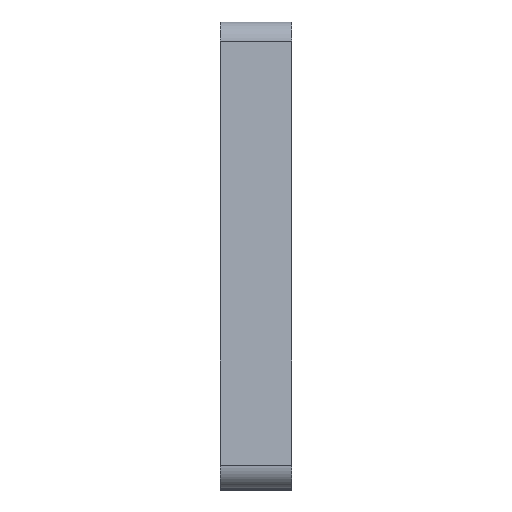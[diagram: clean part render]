
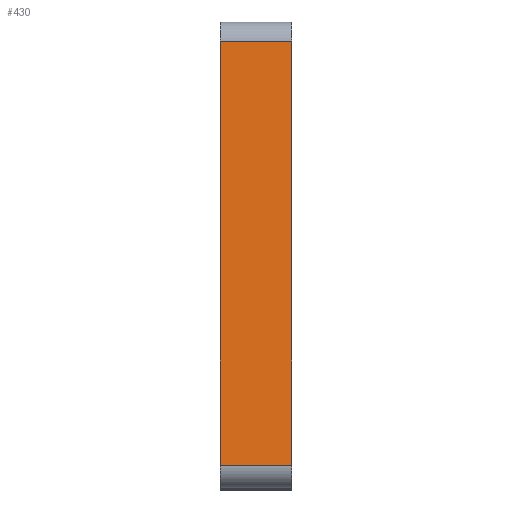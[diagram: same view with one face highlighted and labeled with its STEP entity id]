
A CAD part, top view. The second image highlights one B-rep face of the part: STEP entity #430.
In plain terms, the highlighted planar face has unit normal (0, 0.087, 0.996).
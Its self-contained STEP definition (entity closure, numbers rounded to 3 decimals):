
#32 = VERTEX_POINT('',#33);
#33 = CARTESIAN_POINT('',(0.,6.523,-0.571));
#59 = EDGE_CURVE('',#32,#60,#62,.T.);
#60 = VERTEX_POINT('',#61);
#61 = CARTESIAN_POINT('',(0.,124.523,-10.894));
#62 = LINE('',#63,#64);
#63 = CARTESIAN_POINT('',(0.,0.,0.));
#64 = VECTOR('',#65,1.);
#65 = DIRECTION('',(0.,0.996,-0.087));
#369 = VERTEX_POINT('',#370);
#370 = CARTESIAN_POINT('',(20.,6.523,-0.571));
#396 = EDGE_CURVE('',#32,#369,#397,.T.);
#397 = LINE('',#398,#399);
#398 = CARTESIAN_POINT('',(0.,6.523,-0.571));
#399 = VECTOR('',#400,1.);
#400 = DIRECTION('',(1.,0.,0.));
#430 = ADVANCED_FACE('',(#431),#449,.T.);
#431 = FACE_BOUND('',#432,.T.);
#432 = EDGE_LOOP('',(#433,#441,#447,#448));
#433 = ORIENTED_EDGE('',*,*,#434,.T.);
#434 = EDGE_CURVE('',#369,#435,#437,.T.);
#435 = VERTEX_POINT('',#436);
#436 = CARTESIAN_POINT('',(20.,124.523,-10.894));
#437 = LINE('',#438,#439);
#438 = CARTESIAN_POINT('',(20.,0.,0.));
#439 = VECTOR('',#440,1.);
#440 = DIRECTION('',(0.,0.996,-0.087));
#441 = ORIENTED_EDGE('',*,*,#442,.F.);
#442 = EDGE_CURVE('',#60,#435,#443,.T.);
#443 = LINE('',#444,#445);
#444 = CARTESIAN_POINT('',(0.,124.523,-10.894));
#445 = VECTOR('',#446,1.);
#446 = DIRECTION('',(1.,0.,0.));
#447 = ORIENTED_EDGE('',*,*,#59,.F.);
#448 = ORIENTED_EDGE('',*,*,#396,.T.);
#449 = PLANE('',#450);
#450 = AXIS2_PLACEMENT_3D('',#451,#452,#453);
#451 = CARTESIAN_POINT('',(0.,0.,0.));
#452 = DIRECTION('',(0.,0.087,0.996));
#453 = DIRECTION('',(0.,0.996,-0.087));
